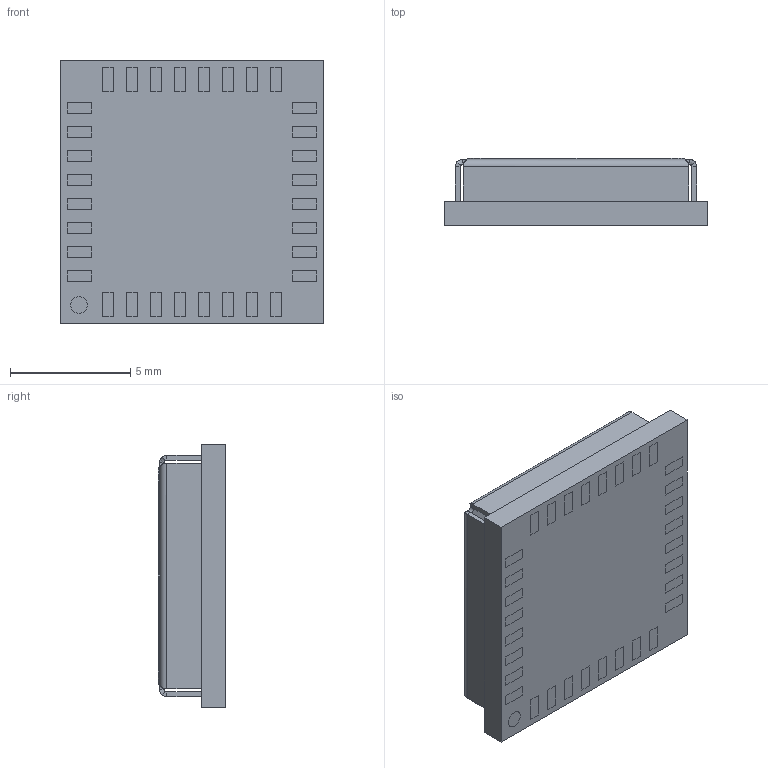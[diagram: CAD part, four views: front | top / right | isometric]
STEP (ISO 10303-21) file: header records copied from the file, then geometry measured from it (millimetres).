
FILE_DESCRIPTION (( 'STEP AP214' ), '1' );
FILE_NAME ('SE868K5-D.STEP', '2023-11-08T07:38:29', ( '' ), ( '' ), 'SwSTEP 2.0', 'SolidWorks 2021', '' );
FILE_SCHEMA (( 'AUTOMOTIVE_DESIGN' ));
Length unit declared in the file: millimetre
Products named in the file (1): SE868K5-D
Bounding box: 10.95 x 2.8 x 10.95 mm (x, y, z)
Volume: 154.8 mm3; surface area: 822.9 mm2
Topology: 59 solids, 59 shells, 805 faces, 1930 edges, 1276 vertices
Faces by surface type: plane 601, bspline 148, cylinder 56
Entity records: 33772 total; most frequent: CARTESIAN_POINT 13168, ORIENTED_EDGE 3860, DIRECTION 3014, EDGE_CURVE 1930, LINE 1506, VECTOR 1506, VERTEX_POINT 1276, EDGE_LOOP 888
